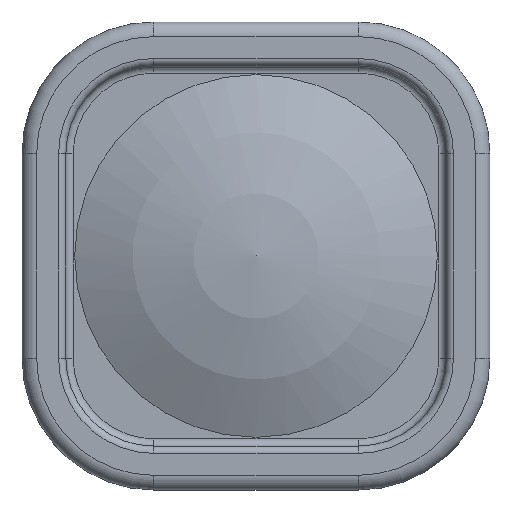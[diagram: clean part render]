
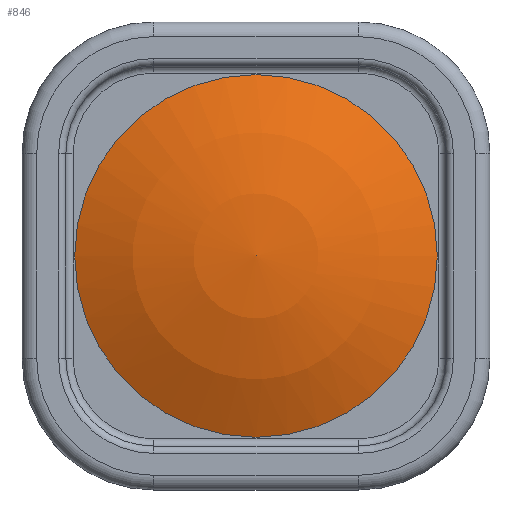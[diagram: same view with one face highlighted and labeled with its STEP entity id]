
A CAD part, top view. The second image highlights one B-rep face of the part: STEP entity #846.
In plain terms, the highlighted spherical face has radius 27.127 mm.
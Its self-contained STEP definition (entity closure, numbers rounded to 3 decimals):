
#15=SPHERICAL_SURFACE('',#974,27.127);
#149=FACE_OUTER_BOUND('',#208,.T.);
#208=EDGE_LOOP('',(#774,#775,#776));
#336=CIRCLE('',#954,12.4);
#345=CIRCLE('',#975,27.127);
#420=VERTEX_POINT('',#2128);
#421=VERTEX_POINT('',#2153);
#531=EDGE_CURVE('',#420,#420,#336,.T.);
#543=EDGE_CURVE('',#421,#420,#345,.T.);
#774=ORIENTED_EDGE('',*,*,#531,.F.);
#775=ORIENTED_EDGE('',*,*,#543,.F.);
#776=ORIENTED_EDGE('',*,*,#543,.T.);
#846=ADVANCED_FACE('',(#149),#15,.T.);
#954=AXIS2_PLACEMENT_3D('',#2129,#1173,#1174);
#974=AXIS2_PLACEMENT_3D('',#2152,#1216,#1217);
#975=AXIS2_PLACEMENT_3D('',#2154,#1218,#1219);
#1173=DIRECTION('center_axis',(0.,0.,-1.));
#1174=DIRECTION('ref_axis',(0.,1.,0.));
#1216=DIRECTION('center_axis',(0.,0.,1.));
#1217=DIRECTION('ref_axis',(1.,0.,0.));
#1218=DIRECTION('center_axis',(0.,-1.,0.));
#1219=DIRECTION('ref_axis',(-1.,0.,0.));
#2128=CARTESIAN_POINT('',(-12.4,0.,18.));
#2129=CARTESIAN_POINT('Origin',(0.,0.,18.));
#2152=CARTESIAN_POINT('Origin',(0.,0.,-6.127));
#2153=CARTESIAN_POINT('',(0.,0.,21.));
#2154=CARTESIAN_POINT('Origin',(0.,0.,-6.127));
